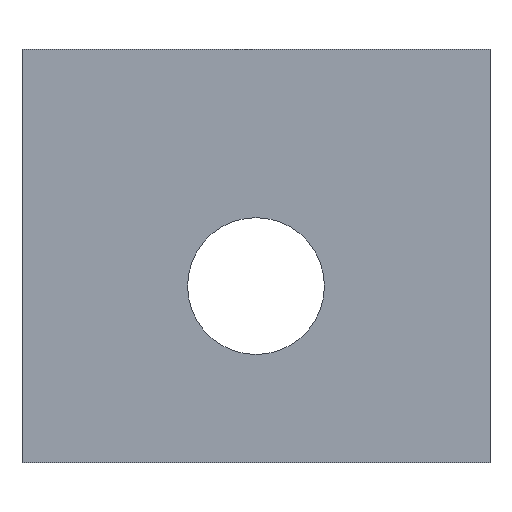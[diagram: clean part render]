
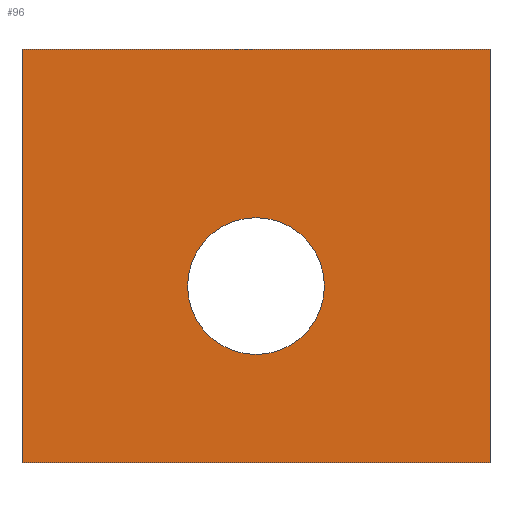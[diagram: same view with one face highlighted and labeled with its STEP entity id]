
A CAD part, front view. The second image highlights one B-rep face of the part: STEP entity #96.
In plain terms, the highlighted planar face has unit normal (0, -1, 0).
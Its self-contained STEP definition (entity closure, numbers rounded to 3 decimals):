
#17 = CARTESIAN_POINT ( 'NONE',  ( 8.55, -2., 7.55 ) ) ;
#32 = DIRECTION ( 'NONE',  ( 0., 0., -1. ) ) ;
#35 = EDGE_LOOP ( 'NONE', ( #295, #51, #464, #510 ) ) ;
#37 = CARTESIAN_POINT ( 'NONE',  ( -8.55, -2., 7.55 ) ) ;
#48 = VERTEX_POINT ( 'NONE', #159 ) ;
#51 = ORIENTED_EDGE ( 'NONE', *, *, #345, .F. ) ;
#59 = LINE ( 'NONE', #387, #447 ) ;
#60 = ORIENTED_EDGE ( 'NONE', *, *, #108, .F. ) ;
#78 = CIRCLE ( 'NONE', #397, 2.5 ) ;
#79 = EDGE_CURVE ( 'NONE', #357, #428, #78, .T. ) ;
#83 = AXIS2_PLACEMENT_3D ( 'NONE', #250, #576, #298 ) ;
#96 = ADVANCED_FACE ( 'NONE', ( #336, #319 ), #526, .T. ) ;
#105 = DIRECTION ( 'NONE',  ( 0., 0., 1. ) ) ;
#108 = EDGE_CURVE ( 'NONE', #428, #357, #261, .T. ) ;
#151 = EDGE_CURVE ( 'NONE', #530, #523, #234, .T. ) ;
#156 = LINE ( 'NONE', #338, #389 ) ;
#159 = CARTESIAN_POINT ( 'NONE',  ( -8.55, -2., 7.55 ) ) ;
#174 = ORIENTED_EDGE ( 'NONE', *, *, #79, .F. ) ;
#218 = EDGE_CURVE ( 'NONE', #502, #48, #156, .T. ) ;
#234 = LINE ( 'NONE', #248, #275 ) ;
#240 = EDGE_CURVE ( 'NONE', #523, #502, #59, .T. ) ;
#248 = CARTESIAN_POINT ( 'NONE',  ( 8.55, -2., 7.55 ) ) ;
#250 = CARTESIAN_POINT ( 'NONE',  ( 0., -2., 0. ) ) ;
#251 = CARTESIAN_POINT ( 'NONE',  ( 0., -2., -1.1 ) ) ;
#261 = CIRCLE ( 'NONE', #521, 2.5 ) ;
#265 = LINE ( 'NONE', #37, #511 ) ;
#275 = VECTOR ( 'NONE', #524, 1000. ) ;
#295 = ORIENTED_EDGE ( 'NONE', *, *, #151, .F. ) ;
#298 = DIRECTION ( 'NONE',  ( 0., 0., -1. ) ) ;
#299 = DIRECTION ( 'NONE',  ( 0., 0., -1. ) ) ;
#318 = CARTESIAN_POINT ( 'NONE',  ( 8.55, -2., -7.55 ) ) ;
#319 = FACE_OUTER_BOUND ( 'NONE', #35, .T. ) ;
#327 = DIRECTION ( 'NONE',  ( 0., -1., 0. ) ) ;
#336 = FACE_BOUND ( 'NONE', #548, .T. ) ;
#338 = CARTESIAN_POINT ( 'NONE',  ( -8.55, -2., 7.55 ) ) ;
#345 = EDGE_CURVE ( 'NONE', #48, #530, #265, .T. ) ;
#357 = VERTEX_POINT ( 'NONE', #474 ) ;
#387 = CARTESIAN_POINT ( 'NONE',  ( -8.55, -2., -7.55 ) ) ;
#389 = VECTOR ( 'NONE', #105, 1000. ) ;
#397 = AXIS2_PLACEMENT_3D ( 'NONE', #603, #327, #32 ) ;
#424 = DIRECTION ( 'NONE',  ( 1., 0., 0. ) ) ;
#428 = VERTEX_POINT ( 'NONE', #609 ) ;
#447 = VECTOR ( 'NONE', #593, 1000. ) ;
#464 = ORIENTED_EDGE ( 'NONE', *, *, #218, .F. ) ;
#474 = CARTESIAN_POINT ( 'NONE',  ( 0., -2., 1.4 ) ) ;
#495 = CARTESIAN_POINT ( 'NONE',  ( -8.55, -2., -7.55 ) ) ;
#502 = VERTEX_POINT ( 'NONE', #495 ) ;
#510 = ORIENTED_EDGE ( 'NONE', *, *, #240, .F. ) ;
#511 = VECTOR ( 'NONE', #424, 1000. ) ;
#521 = AXIS2_PLACEMENT_3D ( 'NONE', #251, #577, #299 ) ;
#523 = VERTEX_POINT ( 'NONE', #318 ) ;
#524 = DIRECTION ( 'NONE',  ( 0., 0., -1. ) ) ;
#526 = PLANE ( 'NONE',  #83 ) ;
#530 = VERTEX_POINT ( 'NONE', #17 ) ;
#548 = EDGE_LOOP ( 'NONE', ( #174, #60 ) ) ;
#576 = DIRECTION ( 'NONE',  ( 0., -1., 0. ) ) ;
#577 = DIRECTION ( 'NONE',  ( 0., -1., 0. ) ) ;
#593 = DIRECTION ( 'NONE',  ( -1., 0., 0. ) ) ;
#603 = CARTESIAN_POINT ( 'NONE',  ( 0., -2., -1.1 ) ) ;
#609 = CARTESIAN_POINT ( 'NONE',  ( 0., -2., -3.6 ) ) ;
